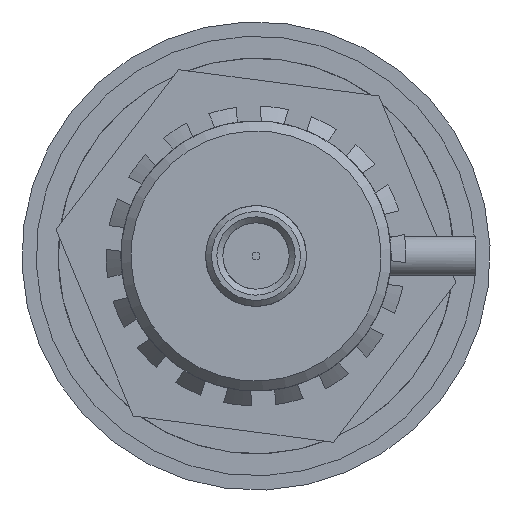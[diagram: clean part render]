
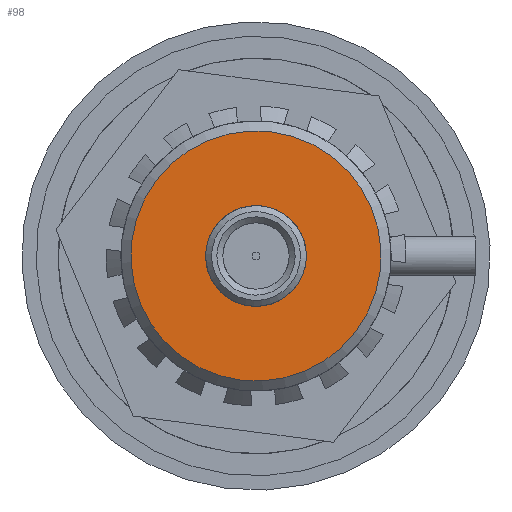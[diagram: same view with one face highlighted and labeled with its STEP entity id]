
A CAD part, left-side view. The second image highlights one B-rep face of the part: STEP entity #98.
In plain terms, the highlighted planar face has unit normal (-1, 0, 0).
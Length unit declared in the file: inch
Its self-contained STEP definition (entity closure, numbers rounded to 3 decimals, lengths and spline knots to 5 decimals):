
#98 = ADVANCED_FACE ( 'NONE', ( #2910, #5141 ), #794, .T. ) ;
#281 = AXIS2_PLACEMENT_3D ( 'NONE', #3903, #1413, #4325 ) ;
#353 = DIRECTION ( 'NONE',  ( 0., 0.681, 0.733 ) ) ;
#409 = CARTESIAN_POINT ( 'NONE',  ( -2.47463, 0.63756, 0.67923 ) ) ;
#661 = DIRECTION ( 'NONE',  ( 0., 0.681, 0.733 ) ) ;
#726 = EDGE_CURVE ( 'NONE', #4251, #4251, #2188, .T. ) ;
#794 = PLANE ( 'NONE',  #3578 ) ;
#1086 = CARTESIAN_POINT ( 'NONE',  ( -2.47463, 0.53103, 0.56458 ) ) ;
#1413 = DIRECTION ( 'NONE',  ( 1., 0., 0. ) ) ;
#2188 = CIRCLE ( 'NONE', #4505, 0.1565 ) ;
#2910 = FACE_BOUND ( 'NONE', #3983, .T. ) ;
#2984 = ORIENTED_EDGE ( 'NONE', *, *, #726, .T. ) ;
#3272 = DIRECTION ( 'NONE',  ( -1., 0., 0. ) ) ;
#3568 = DIRECTION ( 'NONE',  ( -1., 0., 0. ) ) ;
#3578 = AXIS2_PLACEMENT_3D ( 'NONE', #5405, #3272, #353 ) ;
#3903 = CARTESIAN_POINT ( 'NONE',  ( -2.47463, 0.53103, 0.56458 ) ) ;
#3932 = CIRCLE ( 'NONE', #281, 0.063 ) ;
#3983 = EDGE_LOOP ( 'NONE', ( #4039 ) ) ;
#4039 = ORIENTED_EDGE ( 'NONE', *, *, #4454, .T. ) ;
#4220 = CARTESIAN_POINT ( 'NONE',  ( -2.47463, 0.53103, 0.62758 ) ) ;
#4251 = VERTEX_POINT ( 'NONE', #409 ) ;
#4259 = VERTEX_POINT ( 'NONE', #4220 ) ;
#4325 = DIRECTION ( 'NONE',  ( 0., 0., 1. ) ) ;
#4454 = EDGE_CURVE ( 'NONE', #4259, #4259, #3932, .T. ) ;
#4505 = AXIS2_PLACEMENT_3D ( 'NONE', #1086, #3568, #661 ) ;
#4768 = EDGE_LOOP ( 'NONE', ( #2984 ) ) ;
#5141 = FACE_OUTER_BOUND ( 'NONE', #4768, .T. ) ;
#5405 = CARTESIAN_POINT ( 'NONE',  ( -2.47463, 0.64606, 0.68839 ) ) ;
